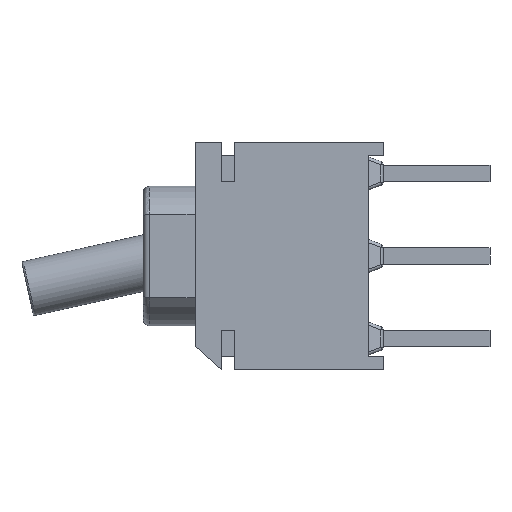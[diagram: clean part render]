
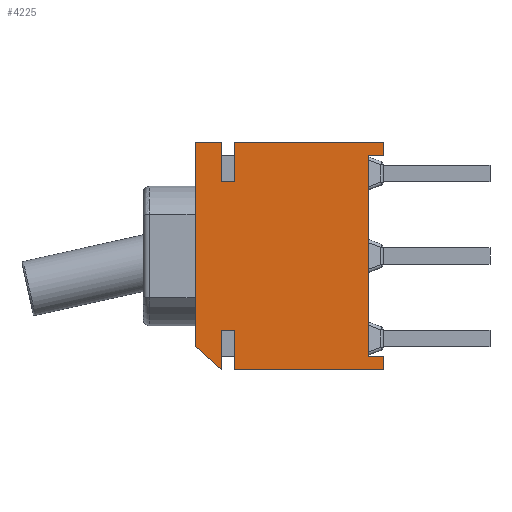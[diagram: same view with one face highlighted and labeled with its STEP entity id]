
A CAD part, left-side view. The second image highlights one B-rep face of the part: STEP entity #4225.
In plain terms, the highlighted planar face has unit normal (-1, 0, 0).
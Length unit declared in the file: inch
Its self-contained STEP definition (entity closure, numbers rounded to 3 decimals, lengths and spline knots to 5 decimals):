
#3596=CARTESIAN_POINT('',(-0.08858,0.19685,-0.1378));
#3597=VERTEX_POINT('',#3596);
#3604=CARTESIAN_POINT('',(-0.08858,0.22835,-0.10925));
#3605=VERTEX_POINT('',#3604);
#3606=CARTESIAN_POINT('',(-0.08858,0.22835,-0.10925));
#3607=DIRECTION('',(0.0,-0.741,-0.672));
#3608=VECTOR('',#3607,0.04251);
#3609=LINE('',#3606,#3608);
#3610=EDGE_CURVE('',#3605,#3597,#3609,.T.);
#3754=CARTESIAN_POINT('',(-0.08858,0.22835,0.1378));
#3755=VERTEX_POINT('',#3754);
#3756=CARTESIAN_POINT('',(-0.08858,0.22835,-0.10925));
#3757=DIRECTION('',(0.0,0.0,1.0));
#3758=VECTOR('',#3757,0.24705);
#3759=LINE('',#3756,#3758);
#3760=EDGE_CURVE('',#3605,#3755,#3759,.T.);
#3785=CARTESIAN_POINT('',(-0.08858,0.0185,0.12205));
#3786=VERTEX_POINT('',#3785);
#3801=CARTESIAN_POINT('',(-0.08858,0.0,0.12205));
#3802=VERTEX_POINT('',#3801);
#3809=CARTESIAN_POINT('',(-0.08858,0.0185,0.12205));
#3810=DIRECTION('',(0.0,-1.0,0.0));
#3811=VECTOR('',#3810,0.0185);
#3812=LINE('',#3809,#3811);
#3813=EDGE_CURVE('',#3786,#3802,#3812,.T.);
#3823=CARTESIAN_POINT('',(-0.08858,0.0185,-0.12205));
#3824=VERTEX_POINT('',#3823);
#3833=CARTESIAN_POINT('',(-0.08858,0.0,-0.12205));
#3834=VERTEX_POINT('',#3833);
#3835=CARTESIAN_POINT('',(-0.08858,0.0,-0.12205));
#3836=DIRECTION('',(0.0,1.0,0.0));
#3837=VECTOR('',#3836,0.0185);
#3838=LINE('',#3835,#3837);
#3839=EDGE_CURVE('',#3834,#3824,#3838,.T.);
#4050=CARTESIAN_POINT('',(-0.08858,0.0185,-0.12205));
#4051=DIRECTION('',(0.0,0.0,1.0));
#4052=VECTOR('',#4051,0.24409);
#4053=LINE('',#4050,#4052);
#4054=EDGE_CURVE('',#3824,#3786,#4053,.T.);
#4129=CARTESIAN_POINT('',(-0.08858,-0.01142,0.15157));
#4130=DIRECTION('',(1.0,0.0,0.0));
#4131=DIRECTION('',(0.0,0.0,-1.0));
#4132=AXIS2_PLACEMENT_3D('',#4129,#4130,#4131);
#4133=PLANE('',#4132);
#4134=ORIENTED_EDGE('',*,*,#3610,.T.);
#4135=CARTESIAN_POINT('',(-0.08858,0.19685,-0.09055));
#4136=VERTEX_POINT('',#4135);
#4137=CARTESIAN_POINT('',(-0.08858,0.19685,-0.1378));
#4138=DIRECTION('',(0.0,0.0,1.0));
#4139=VECTOR('',#4138,0.04724);
#4140=LINE('',#4137,#4139);
#4141=EDGE_CURVE('',#3597,#4136,#4140,.T.);
#4142=ORIENTED_EDGE('',*,*,#4141,.T.);
#4143=CARTESIAN_POINT('',(-0.08858,0.1811,-0.09055));
#4144=VERTEX_POINT('',#4143);
#4145=CARTESIAN_POINT('',(-0.08858,0.19685,-0.09055));
#4146=DIRECTION('',(0.0,-1.0,0.0));
#4147=VECTOR('',#4146,0.01575);
#4148=LINE('',#4145,#4147);
#4149=EDGE_CURVE('',#4136,#4144,#4148,.T.);
#4150=ORIENTED_EDGE('',*,*,#4149,.T.);
#4151=CARTESIAN_POINT('',(-0.08858,0.1811,-0.1378));
#4152=VERTEX_POINT('',#4151);
#4153=CARTESIAN_POINT('',(-0.08858,0.1811,-0.09055));
#4154=DIRECTION('',(0.0,0.0,-1.0));
#4155=VECTOR('',#4154,0.04724);
#4156=LINE('',#4153,#4155);
#4157=EDGE_CURVE('',#4144,#4152,#4156,.T.);
#4158=ORIENTED_EDGE('',*,*,#4157,.T.);
#4159=CARTESIAN_POINT('',(-0.08858,0.0,-0.1378));
#4160=VERTEX_POINT('',#4159);
#4161=CARTESIAN_POINT('',(-0.08858,0.0,-0.1378));
#4162=DIRECTION('',(0.0,1.0,0.0));
#4163=VECTOR('',#4162,0.1811);
#4164=LINE('',#4161,#4163);
#4165=EDGE_CURVE('',#4160,#4152,#4164,.T.);
#4166=ORIENTED_EDGE('',*,*,#4165,.F.);
#4167=CARTESIAN_POINT('',(-0.08858,0.0,-0.12205));
#4168=DIRECTION('',(0.0,0.0,-1.0));
#4169=VECTOR('',#4168,0.01575);
#4170=LINE('',#4167,#4169);
#4171=EDGE_CURVE('',#3834,#4160,#4170,.T.);
#4172=ORIENTED_EDGE('',*,*,#4171,.F.);
#4173=ORIENTED_EDGE('',*,*,#3839,.T.);
#4174=ORIENTED_EDGE('',*,*,#4054,.T.);
#4175=ORIENTED_EDGE('',*,*,#3813,.T.);
#4176=CARTESIAN_POINT('',(-0.08858,0.0,0.1378));
#4177=VERTEX_POINT('',#4176);
#4178=CARTESIAN_POINT('',(-0.08858,0.0,0.1378));
#4179=DIRECTION('',(0.0,0.0,-1.0));
#4180=VECTOR('',#4179,0.01575);
#4181=LINE('',#4178,#4180);
#4182=EDGE_CURVE('',#4177,#3802,#4181,.T.);
#4183=ORIENTED_EDGE('',*,*,#4182,.F.);
#4184=CARTESIAN_POINT('',(-0.08858,0.1811,0.1378));
#4185=VERTEX_POINT('',#4184);
#4186=CARTESIAN_POINT('',(-0.08858,0.1811,0.1378));
#4187=DIRECTION('',(0.0,-1.0,0.0));
#4188=VECTOR('',#4187,0.1811);
#4189=LINE('',#4186,#4188);
#4190=EDGE_CURVE('',#4185,#4177,#4189,.T.);
#4191=ORIENTED_EDGE('',*,*,#4190,.F.);
#4192=CARTESIAN_POINT('',(-0.08858,0.1811,0.09055));
#4193=VERTEX_POINT('',#4192);
#4194=CARTESIAN_POINT('',(-0.08858,0.1811,0.1378));
#4195=DIRECTION('',(0.0,0.0,-1.0));
#4196=VECTOR('',#4195,0.04724);
#4197=LINE('',#4194,#4196);
#4198=EDGE_CURVE('',#4185,#4193,#4197,.T.);
#4199=ORIENTED_EDGE('',*,*,#4198,.T.);
#4200=CARTESIAN_POINT('',(-0.08858,0.19685,0.09055));
#4201=VERTEX_POINT('',#4200);
#4202=CARTESIAN_POINT('',(-0.08858,0.1811,0.09055));
#4203=DIRECTION('',(0.0,1.0,0.0));
#4204=VECTOR('',#4203,0.01575);
#4205=LINE('',#4202,#4204);
#4206=EDGE_CURVE('',#4193,#4201,#4205,.T.);
#4207=ORIENTED_EDGE('',*,*,#4206,.T.);
#4208=CARTESIAN_POINT('',(-0.08858,0.19685,0.1378));
#4209=VERTEX_POINT('',#4208);
#4210=CARTESIAN_POINT('',(-0.08858,0.19685,0.09055));
#4211=DIRECTION('',(0.0,0.0,1.0));
#4212=VECTOR('',#4211,0.04724);
#4213=LINE('',#4210,#4212);
#4214=EDGE_CURVE('',#4201,#4209,#4213,.T.);
#4215=ORIENTED_EDGE('',*,*,#4214,.T.);
#4216=CARTESIAN_POINT('',(-0.08858,0.22835,0.1378));
#4217=DIRECTION('',(0.0,-1.0,0.0));
#4218=VECTOR('',#4217,0.0315);
#4219=LINE('',#4216,#4218);
#4220=EDGE_CURVE('',#3755,#4209,#4219,.T.);
#4221=ORIENTED_EDGE('',*,*,#4220,.F.);
#4222=ORIENTED_EDGE('',*,*,#3760,.F.);
#4223=EDGE_LOOP('',(#4134,#4142,#4150,#4158,#4166,#4172,#4173,#4174,#4175,#4183,#4191,#4199,#4207,#4215,#4221,#4222));
#4224=FACE_OUTER_BOUND('',#4223,.T.);
#4225=ADVANCED_FACE('',(#4224),#4133,.F.);
